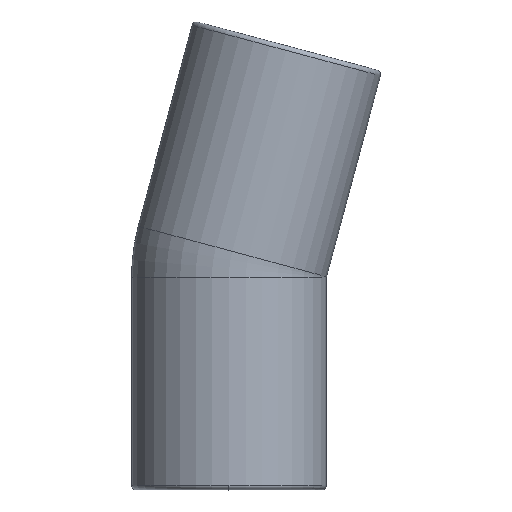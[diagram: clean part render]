
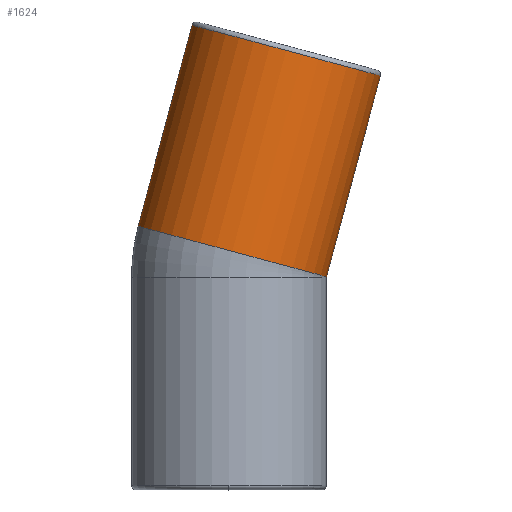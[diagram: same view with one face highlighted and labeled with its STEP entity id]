
A CAD part, top view. The second image highlights one B-rep face of the part: STEP entity #1624.
In plain terms, the highlighted cylindrical face has radius 10.8 mm (diameter 21.6 mm), a partial arc.
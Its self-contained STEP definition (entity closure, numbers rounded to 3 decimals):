
#122 = CYLINDRICAL_SURFACE ( 'NONE', #1086, 10.8 ) ;
#185 = DIRECTION ( 'NONE',  ( -0.966, 0.259, 0. ) ) ;
#244 = CARTESIAN_POINT ( 'NONE',  ( 10.807, 23.604, 0. ) ) ;
#267 = CARTESIAN_POINT ( 'NONE',  ( 6.341, 48.665, 0. ) ) ;
#644 = EDGE_CURVE ( 'NONE', #4344, #3436, #1866, .T. ) ;
#703 = EDGE_CURVE ( 'NONE', #2138, #4344, #1275, .T. ) ;
#722 = CARTESIAN_POINT ( 'NONE',  ( 10.807, 23.604, 0. ) ) ;
#827 = CARTESIAN_POINT ( 'NONE',  ( 0.375, 26.399, 0. ) ) ;
#876 = CARTESIAN_POINT ( 'NONE',  ( 0.375, 26.399, 0. ) ) ;
#938 = VECTOR ( 'NONE', #1595, 1000. ) ;
#961 = ORIENTED_EDGE ( 'NONE', *, *, #3206, .T. ) ;
#1086 = AXIS2_PLACEMENT_3D ( 'NONE', #876, #1488, #185 ) ;
#1188 = EDGE_LOOP ( 'NONE', ( #961, #4329, #4183, #2267 ) ) ;
#1216 = CARTESIAN_POINT ( 'NONE',  ( -10.057, 29.194, 0. ) ) ;
#1271 = DIRECTION ( 'NONE',  ( -0.966, 0.259, 0. ) ) ;
#1275 = LINE ( 'NONE', #244, #938 ) ;
#1427 = AXIS2_PLACEMENT_3D ( 'NONE', #267, #1617, #1271 ) ;
#1488 = DIRECTION ( 'NONE',  ( 0.259, 0.966, 0. ) ) ;
#1595 = DIRECTION ( 'NONE',  ( 0.259, 0.966, 0. ) ) ;
#1617 = DIRECTION ( 'NONE',  ( -0.259, -0.966, 0. ) ) ;
#1624 = ADVANCED_FACE ( 'NONE', ( #4256 ), #122, .T. ) ;
#1645 = CARTESIAN_POINT ( 'NONE',  ( -4.091, 51.46, 0. ) ) ;
#1866 = CIRCLE ( 'NONE', #1427, 10.8 ) ;
#2138 = VERTEX_POINT ( 'NONE', #722 ) ;
#2267 = ORIENTED_EDGE ( 'NONE', *, *, #2724, .F. ) ;
#2427 = AXIS2_PLACEMENT_3D ( 'NONE', #827, #3552, #3970 ) ;
#2520 = CARTESIAN_POINT ( 'NONE',  ( 16.773, 45.87, 0. ) ) ;
#2724 = EDGE_CURVE ( 'NONE', #3598, #3436, #3643, .T. ) ;
#2927 = DIRECTION ( 'NONE',  ( 0.259, 0.966, 0. ) ) ;
#3206 = EDGE_CURVE ( 'NONE', #3598, #2138, #4385, .T. ) ;
#3436 = VERTEX_POINT ( 'NONE', #1645 ) ;
#3552 = DIRECTION ( 'NONE',  ( 0.259, 0.966, 0. ) ) ;
#3565 = CARTESIAN_POINT ( 'NONE',  ( -10.057, 29.194, 0. ) ) ;
#3598 = VERTEX_POINT ( 'NONE', #3565 ) ;
#3643 = LINE ( 'NONE', #1216, #3681 ) ;
#3681 = VECTOR ( 'NONE', #2927, 1000. ) ;
#3970 = DIRECTION ( 'NONE',  ( 0., 0., 1. ) ) ;
#4183 = ORIENTED_EDGE ( 'NONE', *, *, #644, .T. ) ;
#4256 = FACE_OUTER_BOUND ( 'NONE', #1188, .T. ) ;
#4329 = ORIENTED_EDGE ( 'NONE', *, *, #703, .T. ) ;
#4344 = VERTEX_POINT ( 'NONE', #2520 ) ;
#4385 = CIRCLE ( 'NONE', #2427, 10.8 ) ;
